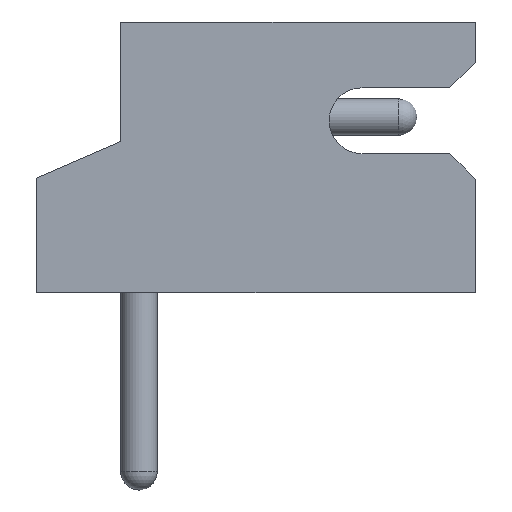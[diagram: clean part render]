
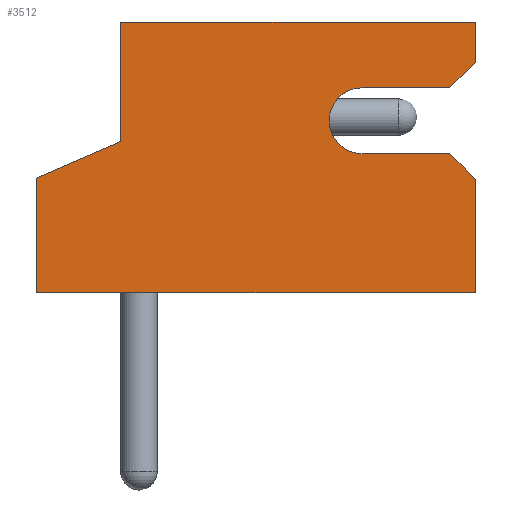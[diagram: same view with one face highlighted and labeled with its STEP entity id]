
A CAD part, front view. The second image highlights one B-rep face of the part: STEP entity #3512.
In plain terms, the highlighted planar face has unit normal (0, -1, 0).
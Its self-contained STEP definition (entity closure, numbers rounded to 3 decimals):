
#139=PLANE('',#3860);
#355=FACE_OUTER_BOUND('',#549,.T.);
#549=EDGE_LOOP('',(#3144,#3145,#3146,#3147,#3148,#3149,#3150,#3151,#3152,
#3153,#3154,#3155));
#725=LINE('',#5505,#1071);
#734=LINE('',#5519,#1080);
#831=LINE('',#5713,#1177);
#843=LINE('',#5737,#1189);
#847=LINE('',#5745,#1193);
#849=LINE('',#5748,#1195);
#887=LINE('',#5831,#1233);
#895=LINE('',#5844,#1241);
#901=LINE('',#5858,#1247);
#904=LINE('',#5864,#1250);
#906=LINE('',#5870,#1252);
#1071=VECTOR('',#4514,10.);
#1080=VECTOR('',#4531,10.);
#1177=VECTOR('',#4716,10.);
#1189=VECTOR('',#4730,10.);
#1193=VECTOR('',#4738,10.);
#1195=VECTOR('',#4742,10.);
#1233=VECTOR('',#4812,10.);
#1241=VECTOR('',#4826,10.);
#1247=VECTOR('',#4836,10.);
#1250=VECTOR('',#4841,10.);
#1252=VECTOR('',#4851,10.);
#1407=CIRCLE('',#3859,0.45);
#1638=VERTEX_POINT('',#5502);
#1639=VERTEX_POINT('',#5504);
#1640=VERTEX_POINT('',#5518);
#1692=VERTEX_POINT('',#5710);
#1693=VERTEX_POINT('',#5712);
#1704=VERTEX_POINT('',#5736);
#1706=VERTEX_POINT('',#5744);
#1734=VERTEX_POINT('',#5828);
#1735=VERTEX_POINT('',#5830);
#1742=VERTEX_POINT('',#5855);
#1743=VERTEX_POINT('',#5857);
#1745=VERTEX_POINT('',#5863);
#2047=EDGE_CURVE('',#1638,#1639,#725,.T.);
#2056=EDGE_CURVE('',#1640,#1639,#734,.T.);
#2153=EDGE_CURVE('',#1692,#1693,#831,.T.);
#2165=EDGE_CURVE('',#1704,#1640,#843,.T.);
#2169=EDGE_CURVE('',#1706,#1704,#847,.T.);
#2171=EDGE_CURVE('',#1692,#1706,#849,.T.);
#2211=EDGE_CURVE('',#1735,#1734,#887,.T.);
#2219=EDGE_CURVE('',#1638,#1735,#895,.T.);
#2225=EDGE_CURVE('',#1743,#1742,#901,.T.);
#2228=EDGE_CURVE('',#1745,#1743,#904,.T.);
#2231=EDGE_CURVE('',#1734,#1745,#1407,.T.);
#2232=EDGE_CURVE('',#1693,#1742,#906,.T.);
#3144=ORIENTED_EDGE('',*,*,#2219,.T.);
#3145=ORIENTED_EDGE('',*,*,#2211,.T.);
#3146=ORIENTED_EDGE('',*,*,#2231,.T.);
#3147=ORIENTED_EDGE('',*,*,#2228,.T.);
#3148=ORIENTED_EDGE('',*,*,#2225,.T.);
#3149=ORIENTED_EDGE('',*,*,#2232,.F.);
#3150=ORIENTED_EDGE('',*,*,#2153,.F.);
#3151=ORIENTED_EDGE('',*,*,#2171,.T.);
#3152=ORIENTED_EDGE('',*,*,#2169,.T.);
#3153=ORIENTED_EDGE('',*,*,#2165,.T.);
#3154=ORIENTED_EDGE('',*,*,#2056,.T.);
#3155=ORIENTED_EDGE('',*,*,#2047,.F.);
#3512=ADVANCED_FACE('',(#355),#139,.T.);
#3859=AXIS2_PLACEMENT_3D('',#5868,#4847,#4848);
#3860=AXIS2_PLACEMENT_3D('',#5869,#4849,#4850);
#4514=DIRECTION('',(0.,0.,-1.));
#4531=DIRECTION('',(1.,0.,0.));
#4716=DIRECTION('',(1.,0.,0.));
#4730=DIRECTION('',(0.,0.,-1.));
#4738=DIRECTION('',(-0.917,0.,-0.399));
#4742=DIRECTION('',(0.,0.,-1.));
#4812=DIRECTION('',(-1.,0.,0.));
#4826=DIRECTION('',(-0.707,0.,0.707));
#4836=DIRECTION('',(0.707,0.,0.707));
#4841=DIRECTION('',(1.,0.,0.));
#4847=DIRECTION('center_axis',(0.,1.,0.));
#4848=DIRECTION('ref_axis',(0.,0.,1.));
#4849=DIRECTION('center_axis',(0.,-1.,0.));
#4850=DIRECTION('ref_axis',(0.,0.,-1.));
#4851=DIRECTION('',(0.,0.,-1.));
#5502=CARTESIAN_POINT('',(4.6,-1.5,1.55));
#5504=CARTESIAN_POINT('',(4.6,-1.5,0.));
#5505=CARTESIAN_POINT('',(4.6,-1.5,3.7));
#5518=CARTESIAN_POINT('',(-1.4,-1.5,0.));
#5519=CARTESIAN_POINT('',(0.,-1.5,0.));
#5710=CARTESIAN_POINT('',(-0.25,-1.5,3.7));
#5712=CARTESIAN_POINT('',(4.6,-1.5,3.7));
#5713=CARTESIAN_POINT('',(0.,-1.5,3.7));
#5736=CARTESIAN_POINT('',(-1.4,-1.5,1.565));
#5737=CARTESIAN_POINT('',(-1.4,-1.5,3.7));
#5744=CARTESIAN_POINT('',(-0.25,-1.5,2.065));
#5745=CARTESIAN_POINT('',(-0.25,-1.5,2.065));
#5748=CARTESIAN_POINT('',(-0.25,-1.5,3.7));
#5828=CARTESIAN_POINT('',(3.05,-1.5,1.9));
#5830=CARTESIAN_POINT('',(4.25,-1.5,1.9));
#5831=CARTESIAN_POINT('',(2.125,-1.5,1.9));
#5844=CARTESIAN_POINT('',(2.913,-1.5,3.238));
#5855=CARTESIAN_POINT('',(4.6,-1.5,3.15));
#5857=CARTESIAN_POINT('',(4.25,-1.5,2.8));
#5858=CARTESIAN_POINT('',(3.413,-1.5,1.963));
#5863=CARTESIAN_POINT('',(3.05,-1.5,2.8));
#5864=CARTESIAN_POINT('',(1.525,-1.5,2.8));
#5868=CARTESIAN_POINT('Origin',(3.05,-1.5,2.35));
#5869=CARTESIAN_POINT('Origin',(0.,-1.5,3.7));
#5870=CARTESIAN_POINT('',(4.6,-1.5,3.7));
